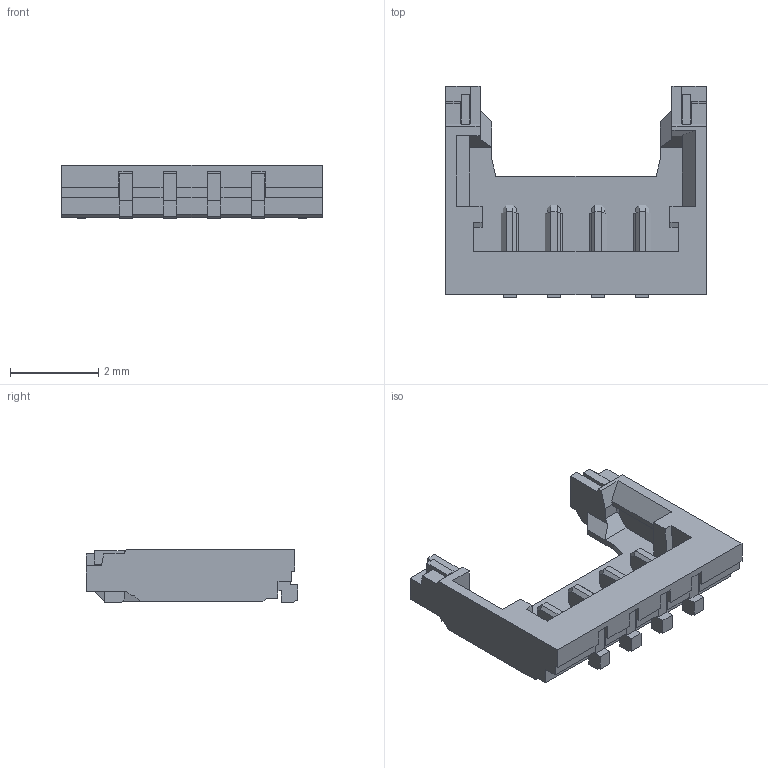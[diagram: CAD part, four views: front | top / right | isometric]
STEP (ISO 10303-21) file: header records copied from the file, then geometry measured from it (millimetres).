
FILE_DESCRIPTION(/* description */ (''),/* implementation_level */ '2;1');
FILE_NAME(/* name */ 'CON_2121340004.step',/* time_stamp */ '2023-07-07T00:31:11+02:00',/* author */ (''),/* organization */ (''),/* preprocessor_version */ 'ST-DEVELOPER v19.2',/* originating_system */ 'Autodesk Translation Framework v12.6.0.85',/* authorisation */ '');
FILE_SCHEMA (('AUTOMOTIVE_DESIGN { 1 0 10303 214 3 1 1 }'));
Length unit declared in the file: millimetre
Products named in the file (1): CON_2121340004
Bounding box: 5.9 x 4.79 x 1.2 mm (x, y, z)
Volume: 12.5 mm3; surface area: 89.9 mm2
Topology: 1 solids, 1 shells, 286 faces, 812 edges, 524 vertices
Faces by surface type: plane 276, cylinder 10
Entity records: 9291 total; most frequent: ORIENTED_EDGE 1624, CARTESIAN_POINT 1623, DIRECTION 1406, EDGE_CURVE 812, LINE 792, VECTOR 792, VERTEX_POINT 524, AXIS2_PLACEMENT_3D 307
